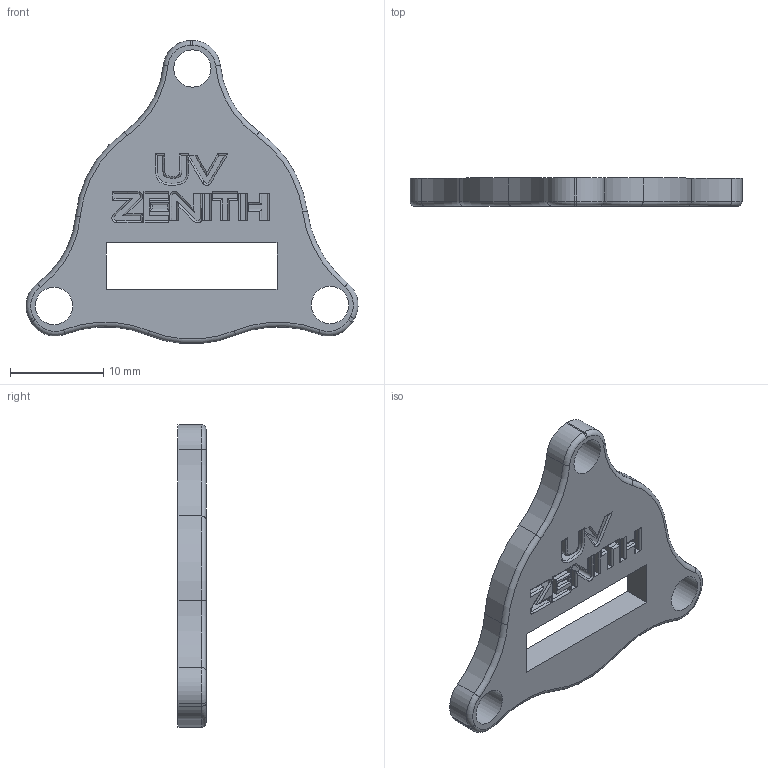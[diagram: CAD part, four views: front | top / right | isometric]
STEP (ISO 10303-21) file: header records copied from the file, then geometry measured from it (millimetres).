
FILE_DESCRIPTION(/* description */ ('Unknown'),/* implementation_level */ '2;1');
FILE_NAME(/* name */ 'Tampa UV step',/* time_stamp */ '2016-10-24T00:14:44-02:00',/* author */ ('Unknown'),/* organization */ ('Unknown'),/* preprocessor_version */ 'ST-DEVELOPER v16.7',/* originating_system */ 'DEX',/* authorisation */ $);
FILE_SCHEMA (('AUTOMOTIVE_DESIGN {1 0 10303 214 3 1 1}'));
Length unit declared in the file: millimetre
Products named in the file (1): Tampa UV
Bounding box: 35.57 x 3 x 32.46 mm (x, y, z)
Volume: 1512.2 mm3; surface area: 1842.1 mm2
Topology: 1 solids, 1 shells, 155 faces, 389 edges, 245 vertices
Faces by surface type: plane 68, cylinder 55, torus 18, bspline 14
Full cylindrical faces by diameter (mm): 4 x3
Entity records: 5473 total; most frequent: CARTESIAN_POINT 1742, ORIENTED_EDGE 772, DIRECTION 761, EDGE_CURVE 386, AXIS2_PLACEMENT_3D 267, VERTEX_POINT 245, LINE 227, VECTOR 227
